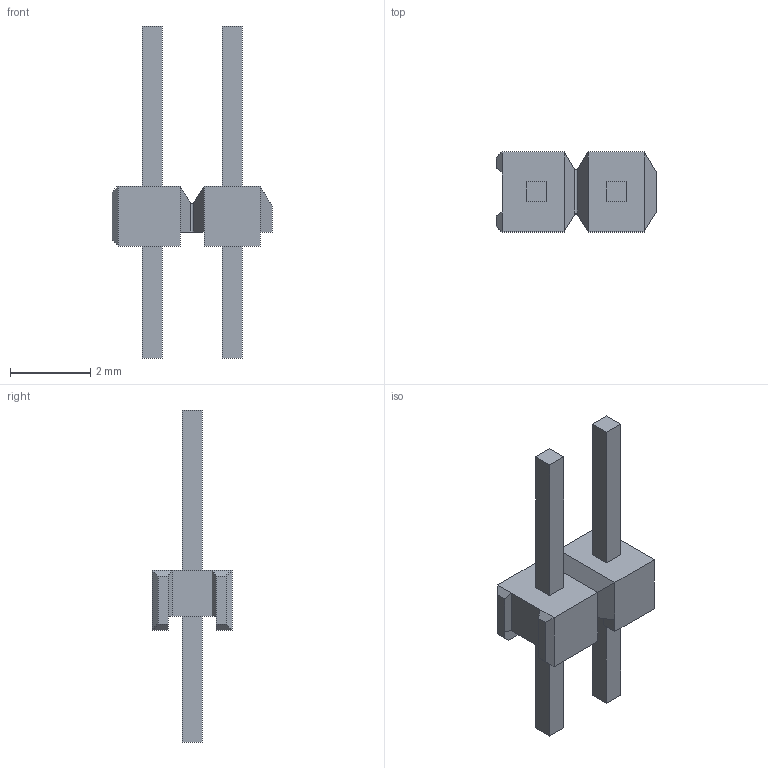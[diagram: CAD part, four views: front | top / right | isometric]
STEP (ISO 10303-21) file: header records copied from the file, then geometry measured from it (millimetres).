
FILE_DESCRIPTION((''),'2;1');
FILE_NAME('C-2355181-2','2019-08-26T09:05:14',('workeradm'),('TE Connectivity Ltd.'),'CREO PARAMETRIC BY PTC INC, 2019030','CREO PARAMETRIC BY PTC INC, 2019030','');
FILE_SCHEMA(('AUTOMOTIVE_DESIGN { 1 0 10303 214 1 1 1 1 }'));
Length unit declared in the file: millimetre
Products named in the file (1): C-2355181-2
Bounding box: 4 x 2 x 8.3 mm (x, y, z)
Volume: 12.6 mm3; surface area: 62.9 mm2
Topology: 1 solids, 1 shells, 65 faces, 153 edges, 94 vertices
Faces by surface type: plane 62, cylinder 3
Entity records: 2140 total; most frequent: CARTESIAN_POINT 330, ORIENTED_EDGE 306, DIRECTION 283, EDGE_CURVE 153, VECTOR 149, LINE 149, COLOUR_RGB 127, VERTEX_POINT 94
